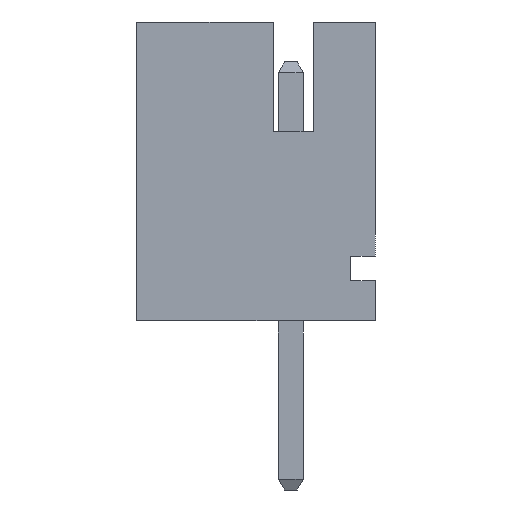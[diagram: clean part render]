
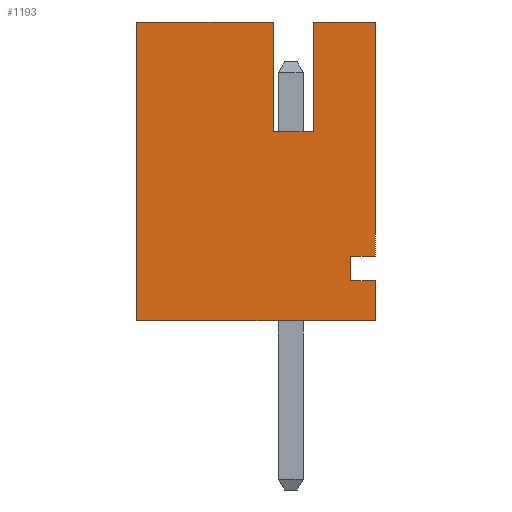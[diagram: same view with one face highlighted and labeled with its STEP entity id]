
A CAD part, left-side view. The second image highlights one B-rep face of the part: STEP entity #1193.
In plain terms, the highlighted planar face has unit normal (-1, 0, 0).
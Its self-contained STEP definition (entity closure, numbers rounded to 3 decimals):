
#1193=ADVANCED_FACE('',(#2199),#2201,.T.);
#2199=FACE_BOUND('',#2200,.T.);
#2200=EDGE_LOOP('',(#3028,#3029,#3030,#3031,#3032,#3033,#3034,#3035,#3036,#3037,
#3038,#3039));
#2201=PLANE('',#2202);
#2202=AXIS2_PLACEMENT_3D('',#2203,#2204,#2205);
#2203=CARTESIAN_POINT('',(-30.,3.1,0.));
#2204=DIRECTION('',(-1.,0.,0.));
#2205=DIRECTION('',(0.,-1.,0.));
#3028=ORIENTED_EDGE('',*,*,#3552,.T.);
#3029=ORIENTED_EDGE('',*,*,#3553,.T.);
#3030=ORIENTED_EDGE('',*,*,#3554,.F.);
#3031=ORIENTED_EDGE('',*,*,#3492,.F.);
#3032=ORIENTED_EDGE('',*,*,#3544,.T.);
#3033=ORIENTED_EDGE('',*,*,#3551,.T.);
#3034=ORIENTED_EDGE('',*,*,#3555,.T.);
#3035=ORIENTED_EDGE('',*,*,#3556,.T.);
#3036=ORIENTED_EDGE('',*,*,#3557,.T.);
#3037=ORIENTED_EDGE('',*,*,#3558,.T.);
#3038=ORIENTED_EDGE('',*,*,#3559,.F.);
#3039=ORIENTED_EDGE('',*,*,#3560,.T.);
#3492=EDGE_CURVE('',#3999,#4001,#4002,.T.);
#3544=EDGE_CURVE('',#3999,#4060,#4062,.T.);
#3551=EDGE_CURVE('',#4060,#4073,#4075,.T.);
#3552=EDGE_CURVE('',#4076,#4077,#4078,.F.);
#3553=EDGE_CURVE('',#4077,#4079,#4080,.F.);
#3554=EDGE_CURVE('',#4001,#4079,#4081,.T.);
#3555=EDGE_CURVE('',#4073,#4082,#4083,.F.);
#3556=EDGE_CURVE('',#4082,#4084,#4085,.T.);
#3557=EDGE_CURVE('',#4084,#4086,#4087,.F.);
#3558=EDGE_CURVE('',#4086,#4088,#4089,.T.);
#3559=EDGE_CURVE('',#4090,#4088,#4091,.T.);
#3560=EDGE_CURVE('',#4090,#4076,#4092,.F.);
#3999=VERTEX_POINT('',#4943);
#4001=VERTEX_POINT('',#4947);
#4002=LINE('',#4948,#4949);
#4060=VERTEX_POINT('',#5108);
#4062=LINE('',#5112,#5113);
#4073=VERTEX_POINT('',#5135);
#4075=LINE('',#5139,#5140);
#4076=VERTEX_POINT('',#5142);
#4077=VERTEX_POINT('',#5143);
#4078=LINE('',#5144,#5145);
#4079=VERTEX_POINT('',#5147);
#4080=LINE('',#5148,#5149);
#4081=LINE('',#5151,#5152);
#4082=VERTEX_POINT('',#5154);
#4083=LINE('',#5155,#5156);
#4084=VERTEX_POINT('',#5158);
#4085=LINE('',#5159,#5160);
#4086=VERTEX_POINT('',#5162);
#4087=LINE('',#5163,#5164);
#4088=VERTEX_POINT('',#5166);
#4089=LINE('',#5167,#5168);
#4090=VERTEX_POINT('',#5170);
#4091=LINE('',#5171,#5172);
#4092=LINE('',#5174,#5175);
#4943=CARTESIAN_POINT('',(-30.,3.1,0.));
#4947=CARTESIAN_POINT('',(-30.,3.1,6.));
#4948=CARTESIAN_POINT('',(-30.,3.1,0.));
#4949=VECTOR('',#4950,1.);
#4950=DIRECTION('',(0.,0.,1.));
#5108=CARTESIAN_POINT('',(-30.,-1.7,0.));
#5112=CARTESIAN_POINT('',(-30.,3.1,0.));
#5113=VECTOR('',#5114,1.);
#5114=DIRECTION('',(0.,-1.,0.));
#5135=CARTESIAN_POINT('',(-30.,-1.7,0.8));
#5139=CARTESIAN_POINT('',(-30.,-1.7,0.));
#5140=VECTOR('',#5141,1.);
#5141=DIRECTION('',(0.,0.,1.));
#5142=CARTESIAN_POINT('',(-30.,-0.45,3.8));
#5143=CARTESIAN_POINT('',(-30.,0.35,3.8));
#5144=CARTESIAN_POINT('',(-30.,0.35,3.8));
#5145=VECTOR('',#5146,1.);
#5146=DIRECTION('',(0.,-1.,0.));
#5147=CARTESIAN_POINT('',(-30.,0.35,6.));
#5148=CARTESIAN_POINT('',(-30.,0.35,6.));
#5149=VECTOR('',#5150,1.);
#5150=DIRECTION('',(0.,0.,-1.));
#5151=CARTESIAN_POINT('',(-30.,3.1,6.));
#5152=VECTOR('',#5153,1.);
#5153=DIRECTION('',(0.,-1.,0.));
#5154=CARTESIAN_POINT('',(-30.,-1.2,0.8));
#5155=CARTESIAN_POINT('',(-30.,-1.2,0.8));
#5156=VECTOR('',#5157,1.);
#5157=DIRECTION('',(0.,-1.,0.));
#5158=CARTESIAN_POINT('',(-30.,-1.2,1.3));
#5159=CARTESIAN_POINT('',(-30.,-1.2,0.8));
#5160=VECTOR('',#5161,1.);
#5161=DIRECTION('',(0.,0.,1.));
#5162=CARTESIAN_POINT('',(-30.,-1.7,1.3));
#5163=CARTESIAN_POINT('',(-30.,-1.7,1.3));
#5164=VECTOR('',#5165,1.);
#5165=DIRECTION('',(0.,1.,0.));
#5166=CARTESIAN_POINT('',(-30.,-1.7,6.));
#5167=CARTESIAN_POINT('',(-30.,-1.7,1.3));
#5168=VECTOR('',#5169,1.);
#5169=DIRECTION('',(0.,0.,1.));
#5170=CARTESIAN_POINT('',(-30.,-0.45,6.));
#5171=CARTESIAN_POINT('',(-30.,-0.45,6.));
#5172=VECTOR('',#5173,1.);
#5173=DIRECTION('',(0.,-1.,0.));
#5174=CARTESIAN_POINT('',(-30.,-0.45,3.8));
#5175=VECTOR('',#5176,1.);
#5176=DIRECTION('',(0.,0.,1.));
